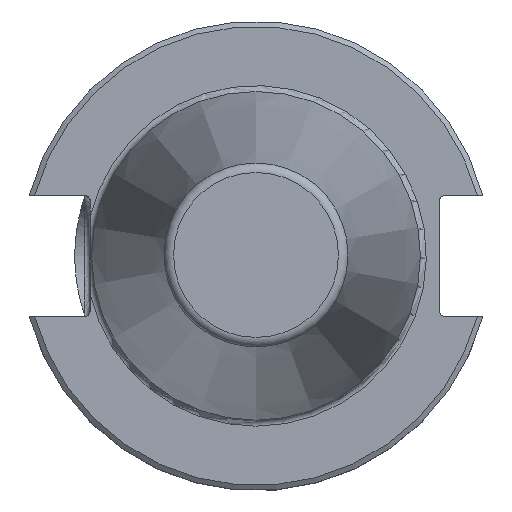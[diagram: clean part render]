
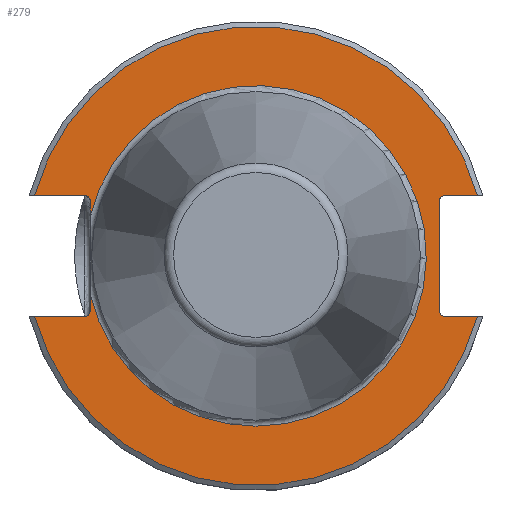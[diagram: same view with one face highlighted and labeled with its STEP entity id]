
A CAD part, top view. The second image highlights one B-rep face of the part: STEP entity #279.
In plain terms, the highlighted planar face has unit normal (0, 0, 1).
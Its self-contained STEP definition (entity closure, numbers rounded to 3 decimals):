
#175=LINE('',#1626,#221);
#183=LINE('',#1842,#229);
#184=LINE('',#1846,#230);
#185=LINE('',#1850,#231);
#186=LINE('',#1855,#232);
#187=LINE('',#1859,#233);
#188=LINE('',#1863,#234);
#221=VECTOR('',#1316,1.);
#229=VECTOR('',#1386,1.);
#230=VECTOR('',#1389,1.);
#231=VECTOR('',#1392,1.);
#232=VECTOR('',#1397,1.);
#233=VECTOR('',#1400,1.);
#234=VECTOR('',#1403,1.);
#279=ADVANCED_FACE('',(#353),#333,.T.);
#333=PLANE('',#1203);
#353=FACE_OUTER_BOUND('',#423,.T.);
#423=EDGE_LOOP('',(#548,#549,#550,#551,#552,#553,#554,#555,#556,#557,#558,
#559,#560,#561));
#548=ORIENTED_EDGE('',*,*,#953,.F.);
#549=ORIENTED_EDGE('',*,*,#954,.T.);
#550=ORIENTED_EDGE('',*,*,#955,.F.);
#551=ORIENTED_EDGE('',*,*,#956,.T.);
#552=ORIENTED_EDGE('',*,*,#957,.F.);
#553=ORIENTED_EDGE('',*,*,#958,.F.);
#554=ORIENTED_EDGE('',*,*,#959,.F.);
#555=ORIENTED_EDGE('',*,*,#915,.T.);
#556=ORIENTED_EDGE('',*,*,#960,.F.);
#557=ORIENTED_EDGE('',*,*,#961,.T.);
#558=ORIENTED_EDGE('',*,*,#962,.F.);
#559=ORIENTED_EDGE('',*,*,#963,.F.);
#560=ORIENTED_EDGE('',*,*,#964,.F.);
#561=ORIENTED_EDGE('',*,*,#965,.T.);
#803=VERTEX_POINT('',#1625);
#804=VERTEX_POINT('',#1627);
#835=VERTEX_POINT('',#1840);
#836=VERTEX_POINT('',#1841);
#837=VERTEX_POINT('',#1843);
#838=VERTEX_POINT('',#1845);
#839=VERTEX_POINT('',#1847);
#840=VERTEX_POINT('',#1849);
#841=VERTEX_POINT('',#1851);
#842=VERTEX_POINT('',#1854);
#843=VERTEX_POINT('',#1856);
#844=VERTEX_POINT('',#1858);
#845=VERTEX_POINT('',#1860);
#846=VERTEX_POINT('',#1862);
#915=EDGE_CURVE('',#804,#803,#175,.T.);
#953=EDGE_CURVE('',#835,#836,#1083,.T.);
#954=EDGE_CURVE('',#835,#837,#183,.T.);
#955=EDGE_CURVE('',#838,#837,#1084,.T.);
#956=EDGE_CURVE('',#838,#839,#184,.T.);
#957=EDGE_CURVE('',#840,#839,#1085,.T.);
#958=EDGE_CURVE('',#841,#840,#185,.T.);
#959=EDGE_CURVE('',#804,#841,#1086,.T.);
#960=EDGE_CURVE('',#842,#803,#1087,.T.);
#961=EDGE_CURVE('',#842,#843,#186,.T.);
#962=EDGE_CURVE('',#844,#843,#1088,.T.);
#963=EDGE_CURVE('',#845,#844,#187,.T.);
#964=EDGE_CURVE('',#846,#845,#1089,.T.);
#965=EDGE_CURVE('',#846,#836,#188,.T.);
#1083=CIRCLE('',#1196,23.025);
#1084=CIRCLE('',#1197,0.75);
#1085=CIRCLE('',#1198,31.036);
#1086=CIRCLE('',#1199,0.75);
#1087=CIRCLE('',#1200,0.75);
#1088=CIRCLE('',#1201,31.036);
#1089=CIRCLE('',#1202,0.75);
#1196=AXIS2_PLACEMENT_3D('',#1839,#1384,#1385);
#1197=AXIS2_PLACEMENT_3D('',#1844,#1387,#1388);
#1198=AXIS2_PLACEMENT_3D('',#1848,#1390,#1391);
#1199=AXIS2_PLACEMENT_3D('',#1852,#1393,#1394);
#1200=AXIS2_PLACEMENT_3D('',#1853,#1395,#1396);
#1201=AXIS2_PLACEMENT_3D('',#1857,#1398,#1399);
#1202=AXIS2_PLACEMENT_3D('',#1861,#1401,#1402);
#1203=AXIS2_PLACEMENT_3D('',#1864,#1404,#1405);
#1316=DIRECTION('',(0.,1.,0.));
#1384=DIRECTION('',(0.,0.,1.));
#1385=DIRECTION('',(0.,-1.,0.));
#1386=DIRECTION('',(0.,-1.,0.));
#1387=DIRECTION('',(0.,0.,1.));
#1388=DIRECTION('',(0.,-1.,0.));
#1389=DIRECTION('',(-1.,0.,0.));
#1390=DIRECTION('',(0.,0.,-1.));
#1391=DIRECTION('',(0.965,-0.264,0.));
#1392=DIRECTION('',(1.,0.,0.));
#1393=DIRECTION('',(0.,0.,1.));
#1394=DIRECTION('',(-1.,0.,0.));
#1395=DIRECTION('',(0.,0.,1.));
#1396=DIRECTION('',(0.,1.,0.));
#1397=DIRECTION('',(1.,0.,0.));
#1398=DIRECTION('',(0.,0.,-1.));
#1399=DIRECTION('',(0.,1.,0.));
#1400=DIRECTION('',(-1.,0.,0.));
#1401=DIRECTION('',(0.,0.,1.));
#1402=DIRECTION('',(1.,0.,0.));
#1403=DIRECTION('',(0.,-1.,0.));
#1404=DIRECTION('',(0.,0.,1.));
#1405=DIRECTION('',(0.,-1.,0.));
#1625=CARTESIAN_POINT('',(24.83,7.44,-3.17));
#1626=CARTESIAN_POINT('',(24.83,-7.44,-3.17));
#1627=CARTESIAN_POINT('',(24.83,-7.44,-3.17));
#1839=CARTESIAN_POINT('',(0.,0.,-3.17));
#1840=CARTESIAN_POINT('',(-22.42,-5.243,-3.17));
#1841=CARTESIAN_POINT('',(-22.42,5.243,-3.17));
#1842=CARTESIAN_POINT('',(-22.42,-5.243,-3.17));
#1843=CARTESIAN_POINT('',(-22.42,-7.44,-3.17));
#1844=CARTESIAN_POINT('',(-23.17,-7.44,-3.17));
#1845=CARTESIAN_POINT('',(-23.17,-8.19,-3.17));
#1846=CARTESIAN_POINT('',(-23.17,-8.19,-3.17));
#1847=CARTESIAN_POINT('',(-29.936,-8.19,-3.17));
#1848=CARTESIAN_POINT('',(0.,0.,-3.17));
#1849=CARTESIAN_POINT('',(29.936,-8.19,-3.17));
#1850=CARTESIAN_POINT('',(25.58,-8.19,-3.17));
#1851=CARTESIAN_POINT('',(25.58,-8.19,-3.17));
#1852=CARTESIAN_POINT('',(25.58,-7.44,-3.17));
#1853=CARTESIAN_POINT('',(25.58,7.44,-3.17));
#1854=CARTESIAN_POINT('',(25.58,8.19,-3.17));
#1855=CARTESIAN_POINT('',(25.58,8.19,-3.17));
#1856=CARTESIAN_POINT('',(29.936,8.19,-3.17));
#1857=CARTESIAN_POINT('',(0.,0.,-3.17));
#1858=CARTESIAN_POINT('',(-29.936,8.19,-3.17));
#1859=CARTESIAN_POINT('',(-23.17,8.19,-3.17));
#1860=CARTESIAN_POINT('',(-23.17,8.19,-3.17));
#1861=CARTESIAN_POINT('',(-23.17,7.44,-3.17));
#1862=CARTESIAN_POINT('',(-22.42,7.44,-3.17));
#1863=CARTESIAN_POINT('',(-22.42,7.44,-3.17));
#1864=CARTESIAN_POINT('',(0.,0.,-3.17));
